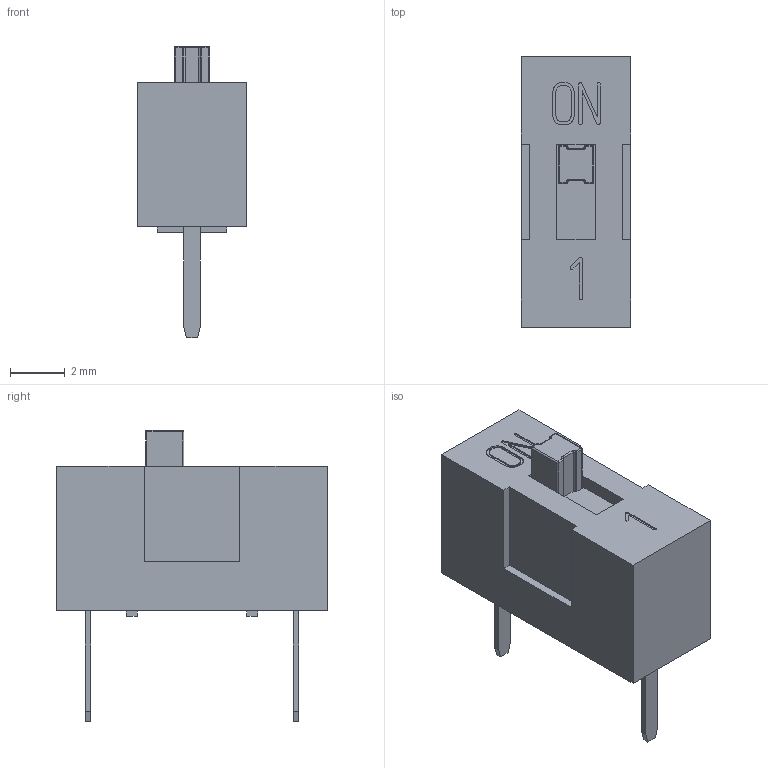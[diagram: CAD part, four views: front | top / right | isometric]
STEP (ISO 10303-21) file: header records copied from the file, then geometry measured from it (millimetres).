
FILE_DESCRIPTION (( 'STEP AP214' ), '1' );
FILE_NAME ('EFC8C9A4-66C5-42D5-BD07-23CB1CEEA87F.STEP', '2025-03-01T12:05:50', ( '' ), ( '' ), 'SwSTEP 2.0', 'SolidWorks 2022', '' );
FILE_SCHEMA (( 'AUTOMOTIVE_DESIGN' ));
Length unit declared in the file: millimetre
Products named in the file (1): EFC8C9A4-66C5-42D5-BD07-23CB1CEEA87F
Bounding box: 4 x 9.9 x 10.65 mm (x, y, z)
Volume: 204.4 mm3; surface area: 261.6 mm2
Topology: 1 solids, 1 shells, 230 faces, 634 edges, 408 vertices
Faces by surface type: plane 156, cylinder 62, bspline 12
Entity records: 7859 total; most frequent: CARTESIAN_POINT 1514, ORIENTED_EDGE 1252, DIRECTION 1171, EDGE_CURVE 626, LINE 477, VECTOR 477, VERTEX_POINT 408, AXIS2_PLACEMENT_3D 347
